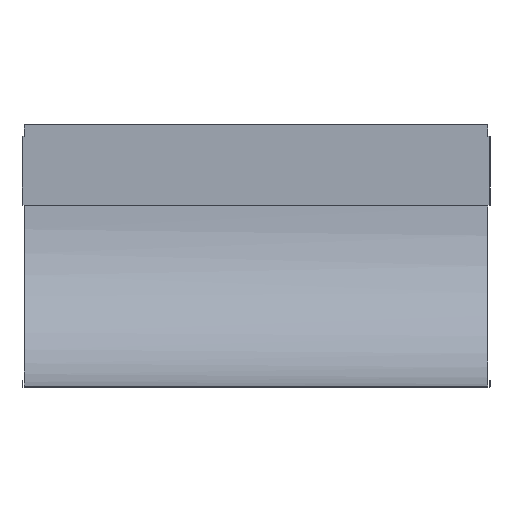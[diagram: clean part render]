
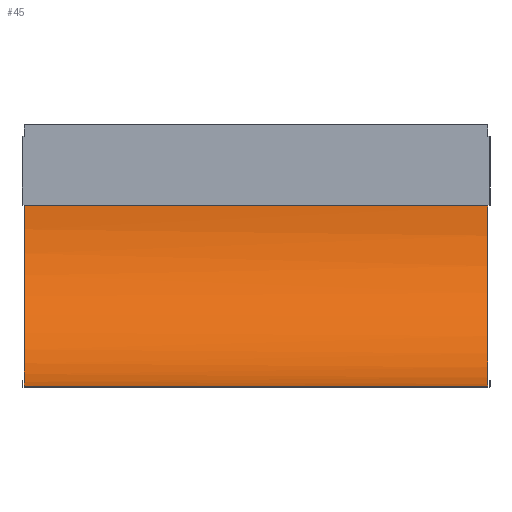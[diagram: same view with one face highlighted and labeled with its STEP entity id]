
A CAD part, front view. The second image highlights one B-rep face of the part: STEP entity #45.
In plain terms, the highlighted free-form (B-spline) face has degree [1, 2] with [2, 3] control points.
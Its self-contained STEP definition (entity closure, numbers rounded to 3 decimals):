
#45=ADVANCED_FACE('',(#87),#708,.T.);
#87=FACE_OUTER_BOUND('',#129,.T.);
#129=EDGE_LOOP('',(#325,#326,#327,#328));
#325=ORIENTED_EDGE('',*,*,#483,.T.);
#326=ORIENTED_EDGE('',*,*,#482,.F.);
#327=ORIENTED_EDGE('',*,*,#481,.F.);
#328=ORIENTED_EDGE('',*,*,#446,.T.);
#446=EDGE_CURVE('',#674,#654,#578,.T.);
#481=EDGE_CURVE('',#674,#684,#515,.T.);
#482=EDGE_CURVE('',#684,#655,#607,.T.);
#483=EDGE_CURVE('',#654,#655,#516,.T.);
#515=(
BOUNDED_CURVE()
B_SPLINE_CURVE(2,(#1315,#1316,#1317),.UNSPECIFIED.,.F.,.F.)
B_SPLINE_CURVE_WITH_KNOTS((3,3),(-367.174,0.),.UNSPECIFIED.)
CURVE()
GEOMETRIC_REPRESENTATION_ITEM()
RATIONAL_B_SPLINE_CURVE((1.,0.707,1.))
REPRESENTATION_ITEM('')
);
#516=(
BOUNDED_CURVE()
B_SPLINE_CURVE(2,(#1320,#1321,#1322),.UNSPECIFIED.,.F.,.F.)
B_SPLINE_CURVE_WITH_KNOTS((3,3),(0.,367.174),.UNSPECIFIED.)
CURVE()
GEOMETRIC_REPRESENTATION_ITEM()
RATIONAL_B_SPLINE_CURVE((1.,0.707,1.))
REPRESENTATION_ITEM('')
);
#578=B_SPLINE_CURVE_WITH_KNOTS('',1,(#1239,#1240),.UNSPECIFIED.,.F.,.F.,
(2,2),(-500.,0.),.UNSPECIFIED.);
#607=B_SPLINE_CURVE_WITH_KNOTS('',1,(#1318,#1319),.UNSPECIFIED.,.F.,.F.,
(2,2),(0.,500.),.UNSPECIFIED.);
#654=VERTEX_POINT('',#1054);
#655=VERTEX_POINT('',#1055);
#674=VERTEX_POINT('',#1074);
#684=VERTEX_POINT('',#1084);
#708=(
BOUNDED_SURFACE()
B_SPLINE_SURFACE(1,2,((#970,#971,#972),(#973,#974,#975)),.UNSPECIFIED.,
 .F.,.F.,.F.)
B_SPLINE_SURFACE_WITH_KNOTS((2,2),(3,3),(0.,601.672),(367.174,
734.347),.UNSPECIFIED.)
GEOMETRIC_REPRESENTATION_ITEM()
RATIONAL_B_SPLINE_SURFACE(((1.,0.707,1.),(1.,0.707,
1.)))
REPRESENTATION_ITEM('')
SURFACE()
);
#970=CARTESIAN_POINT('',(-361.003,40.15,-0.15));
#971=CARTESIAN_POINT('',(-361.003,273.9,-0.15));
#972=CARTESIAN_POINT('',(-361.003,273.9,233.6));
#973=CARTESIAN_POINT('',(361.003,40.15,-0.15));
#974=CARTESIAN_POINT('',(361.003,273.9,-0.15));
#975=CARTESIAN_POINT('',(361.003,273.9,233.6));
#1054=CARTESIAN_POINT('',(-300.,273.9,233.6));
#1055=CARTESIAN_POINT('',(-300.,40.15,-0.15));
#1074=CARTESIAN_POINT('',(300.,273.9,233.6));
#1084=CARTESIAN_POINT('',(300.,40.15,-0.15));
#1239=CARTESIAN_POINT('',(300.,273.9,233.6));
#1240=CARTESIAN_POINT('',(-300.,273.9,233.6));
#1315=CARTESIAN_POINT('',(300.,273.9,233.6));
#1316=CARTESIAN_POINT('',(300.,273.9,-0.15));
#1317=CARTESIAN_POINT('',(300.,40.15,-0.15));
#1318=CARTESIAN_POINT('',(300.,40.15,-0.15));
#1319=CARTESIAN_POINT('',(-300.,40.15,-0.15));
#1320=CARTESIAN_POINT('',(-300.,273.9,233.6));
#1321=CARTESIAN_POINT('',(-300.,273.9,-0.15));
#1322=CARTESIAN_POINT('',(-300.,40.15,-0.15));
